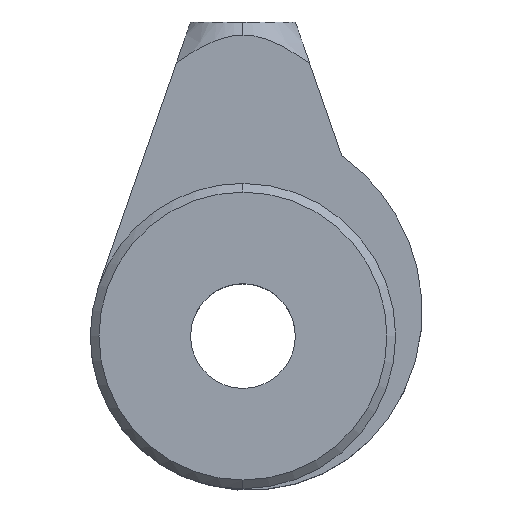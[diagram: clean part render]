
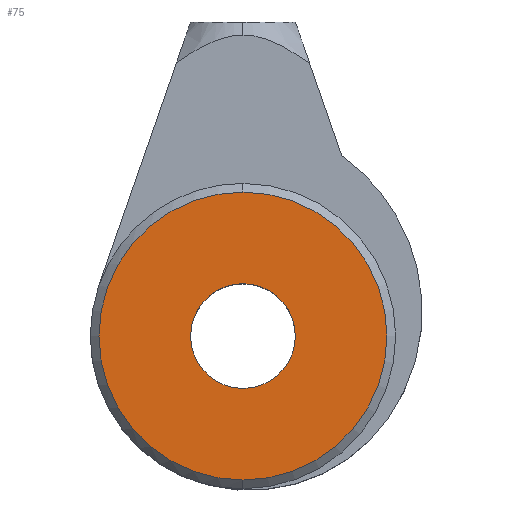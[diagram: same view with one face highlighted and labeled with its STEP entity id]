
A CAD part, top view. The second image highlights one B-rep face of the part: STEP entity #75.
In plain terms, the highlighted planar face has unit normal (0, 0, 1).
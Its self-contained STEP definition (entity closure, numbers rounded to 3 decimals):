
#75=ADVANCED_FACE('',(#140,#141),#142,.T.);
#140=FACE_BOUND('',#212,.T.);
#141=FACE_OUTER_BOUND('',#213,.T.);
#142=PLANE('',#214);
#212=EDGE_LOOP('',(#453,#454));
#213=EDGE_LOOP('',(#455,#456));
#214=AXIS2_PLACEMENT_3D('',#457,#458,#459);
#453=ORIENTED_EDGE('',*,*,#555,.T.);
#454=ORIENTED_EDGE('',*,*,#509,.T.);
#455=ORIENTED_EDGE('',*,*,#501,.T.);
#456=ORIENTED_EDGE('',*,*,#564,.T.);
#457=CARTESIAN_POINT('',(1.106,8.211,17.0));
#458=DIRECTION('',(0.0,0.0,1.0));
#459=DIRECTION('',(1.0,0.0,0.0));
#501=EDGE_CURVE('',#589,#593,#595,.T.);
#509=EDGE_CURVE('',#605,#609,#611,.T.);
#555=EDGE_CURVE('',#609,#605,#684,.T.);
#564=EDGE_CURVE('',#593,#589,#696,.T.);
#589=VERTEX_POINT('',#725);
#593=VERTEX_POINT('',#730);
#595=CIRCLE('',#733,16.5);
#605=VERTEX_POINT('',#745);
#609=VERTEX_POINT('',#750);
#611=CIRCLE('',#753,6.0);
#684=CIRCLE('',#914,6.0);
#696=CIRCLE('',#926,16.5);
#725=CARTESIAN_POINT('',(0.0,-16.5,17.0));
#730=CARTESIAN_POINT('',(0.,16.5,17.0));
#733=AXIS2_PLACEMENT_3D('',#959,#960,#961);
#745=CARTESIAN_POINT('',(-6.0,0.,17.0));
#750=CARTESIAN_POINT('',(6.0,0.,17.0));
#753=AXIS2_PLACEMENT_3D('',#975,#976,#977);
#914=AXIS2_PLACEMENT_3D('',#1057,#1058,#1059);
#926=AXIS2_PLACEMENT_3D('',#1084,#1085,#1086);
#959=CARTESIAN_POINT('',(0.0,0.0,17.0));
#960=DIRECTION('',(0.0,0.0,1.0));
#961=DIRECTION('',(0.0,-1.0,0.0));
#975=CARTESIAN_POINT('',(0.0,0.0,17.0));
#976=DIRECTION('',(-0.0,0.0,-1.0));
#977=DIRECTION('',(-1.0,0.0,0.0));
#1057=CARTESIAN_POINT('',(0.0,0.0,17.0));
#1058=DIRECTION('',(-0.0,0.0,-1.0));
#1059=DIRECTION('',(-1.0,0.0,0.0));
#1084=CARTESIAN_POINT('',(0.0,0.0,17.0));
#1085=DIRECTION('',(0.0,0.0,1.0));
#1086=DIRECTION('',(0.0,-1.0,0.0));
